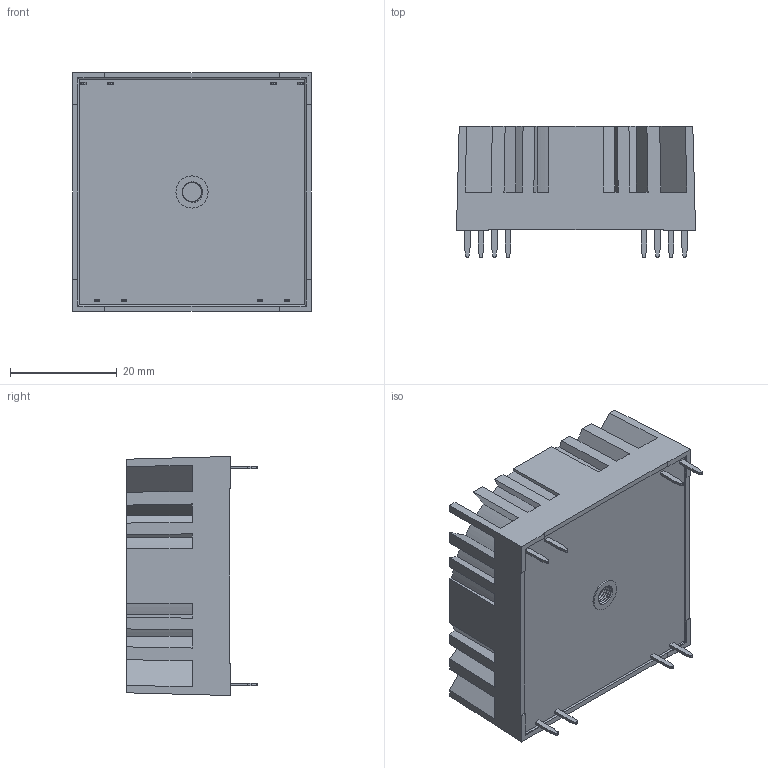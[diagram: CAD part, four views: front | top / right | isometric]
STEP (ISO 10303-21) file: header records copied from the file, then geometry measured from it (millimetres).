
FILE_DESCRIPTION(('STEP AP214'), '1');
FILE_NAME('Talema 3.2VA toroid ', '', ('UNSPECIFIED'), ('UNSPECIFIED'), 'ASCON STEP Converter 1.6', 'ASCON Math Kernel', '');
FILE_SCHEMA(('AUTOMOTIVE_DESIGN { 1 0 10303 214 3 1 1}'));
Length unit declared in the file: millimetre
Products named in the file (1): 23558
Bounding box: 44.71 x 24.5 x 44.71 mm (x, y, z)
Volume: 7605.5 mm3; surface area: 16369.5 mm2
Topology: 1 solids, 2 shells, 1145 faces, 3256 edges, 2163 vertices
Faces by surface type: plane 837, cylinder 296, bspline 10, cone 2
Full cylindrical faces by diameter (mm): 1 x8, 3.6 x1, 6 x2, 42.7 x1
Entity records: 57888 total; most frequent: CARTESIAN_POINT 18507, ORIENTED_EDGE 6480, DIRECTION 6034, EDGE_CURVE 3240, LINE 2614, VECTOR 2614, VERTEX_POINT 2162, AXIS2_PLACEMENT_3D 1710
